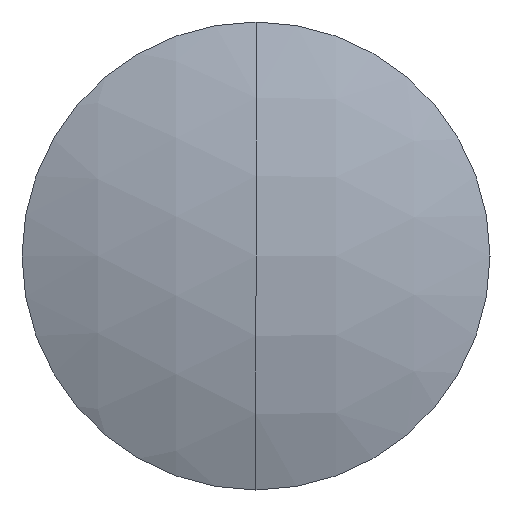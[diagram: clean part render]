
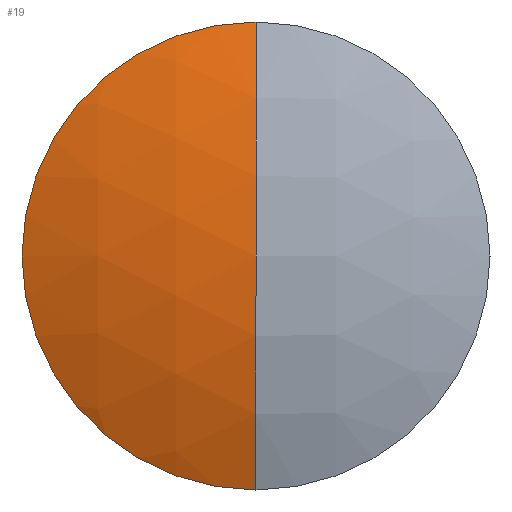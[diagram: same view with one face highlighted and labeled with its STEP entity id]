
A CAD part, left-side view. The second image highlights one B-rep face of the part: STEP entity #19.
In plain terms, the highlighted spherical face has radius 33.3 mm.
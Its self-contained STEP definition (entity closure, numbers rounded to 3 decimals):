
#19 = ADVANCED_FACE ( 'NONE', ( #147 ), #108, .T. ) ;
#28 = CARTESIAN_POINT ( 'NONE',  ( 226.913, 0., -12.7 ) ) ;
#45 = DIRECTION ( 'NONE',  ( 0., 0., 1. ) ) ;
#47 = DIRECTION ( 'NONE',  ( -1., 0., 0. ) ) ;
#48 = CARTESIAN_POINT ( 'NONE',  ( 226.913, 0., 0. ) ) ;
#61 = AXIS2_PLACEMENT_3D ( 'NONE', #153, #83, #82 ) ;
#66 = ORIENTED_EDGE ( 'NONE', *, *, #168, .F. ) ;
#68 = VERTEX_POINT ( 'NONE', #210 ) ;
#82 = DIRECTION ( 'NONE',  ( 0., 0., -1. ) ) ;
#83 = DIRECTION ( 'NONE',  ( 0., -1., 0. ) ) ;
#87 = EDGE_CURVE ( 'NONE', #68, #105, #336, .T. ) ;
#103 = CARTESIAN_POINT ( 'NONE',  ( 224.396, 0., 0. ) ) ;
#105 = VERTEX_POINT ( 'NONE', #28 ) ;
#108 = SPHERICAL_SURFACE ( 'NONE', #123, 33.3 ) ;
#123 = AXIS2_PLACEMENT_3D ( 'NONE', #130, #205, #278 ) ;
#127 = EDGE_CURVE ( 'NONE', #105, #224, #344, .T. ) ;
#129 = EDGE_LOOP ( 'NONE', ( #247, #327, #66 ) ) ;
#130 = CARTESIAN_POINT ( 'NONE',  ( 257.696, 0., 0. ) ) ;
#147 = FACE_OUTER_BOUND ( 'NONE', #129, .T. ) ;
#153 = CARTESIAN_POINT ( 'NONE',  ( 257.696, 0., 0. ) ) ;
#168 = EDGE_CURVE ( 'NONE', #68, #224, #320, .T. ) ;
#196 = CARTESIAN_POINT ( 'NONE',  ( 257.696, 0., 0. ) ) ;
#205 = DIRECTION ( 'NONE',  ( 0., 1., 0. ) ) ;
#210 = CARTESIAN_POINT ( 'NONE',  ( 226.913, 0., 12.7 ) ) ;
#224 = VERTEX_POINT ( 'NONE', #103 ) ;
#230 = DIRECTION ( 'NONE',  ( 0., 0., 1. ) ) ;
#231 = DIRECTION ( 'NONE',  ( 0., 1., 0. ) ) ;
#242 = AXIS2_PLACEMENT_3D ( 'NONE', #196, #231, #230 ) ;
#247 = ORIENTED_EDGE ( 'NONE', *, *, #87, .T. ) ;
#278 = DIRECTION ( 'NONE',  ( 0., 0., 1. ) ) ;
#320 = CIRCLE ( 'NONE', #61, 33.3 ) ;
#327 = ORIENTED_EDGE ( 'NONE', *, *, #127, .T. ) ;
#336 = CIRCLE ( 'NONE', #337, 12.7 ) ;
#337 = AXIS2_PLACEMENT_3D ( 'NONE', #48, #47, #45 ) ;
#344 = CIRCLE ( 'NONE', #242, 33.3 ) ;
